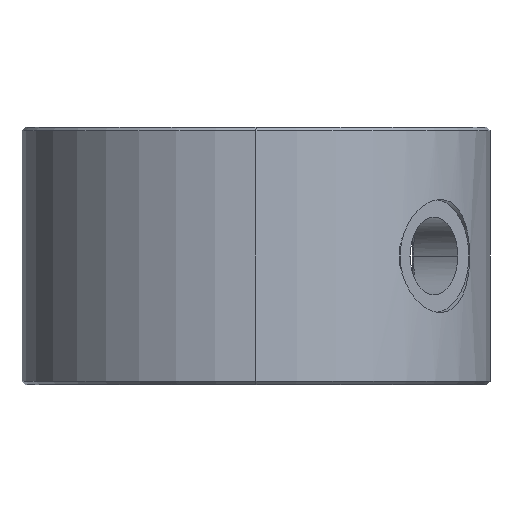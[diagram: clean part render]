
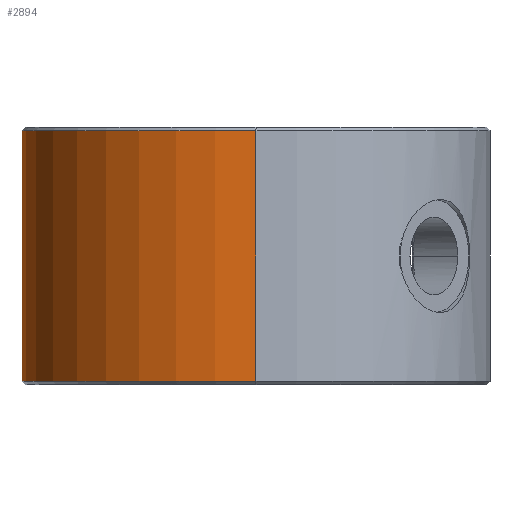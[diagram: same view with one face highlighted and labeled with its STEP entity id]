
A CAD part, left-side view. The second image highlights one B-rep face of the part: STEP entity #2894.
In plain terms, the highlighted cylindrical face has radius 72.5 mm (diameter 145 mm), a partial arc.
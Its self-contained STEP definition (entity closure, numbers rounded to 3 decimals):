
#460 = VERTEX_POINT ( 'NONE', #1992 ) ;
#462 = VERTEX_POINT ( 'NONE', #1987 ) ;
#463 = EDGE_CURVE ( 'NONE', #462, #471, #1986, .T. ) ;
#469 = VERTEX_POINT ( 'NONE', #1970 ) ;
#471 = VERTEX_POINT ( 'NONE', #1969 ) ;
#537 = EDGE_CURVE ( 'NONE', #460, #469, #2098, .T. ) ;
#1969 = CARTESIAN_POINT ( 'NONE',  ( 72.5, 0., 38.85 ) ) ;
#1970 = CARTESIAN_POINT ( 'NONE',  ( -72.5, 0., -38.85 ) ) ;
#1982 = DIRECTION ( 'NONE',  ( 1., 0., 0. ) ) ;
#1983 = DIRECTION ( 'NONE',  ( 0., 0., -1. ) ) ;
#1984 = CARTESIAN_POINT ( 'NONE',  ( 0., 0., 38.85 ) ) ;
#1985 = AXIS2_PLACEMENT_3D ( 'NONE', #1984, #1983, #1982 ) ;
#1986 = CIRCLE ( 'NONE', #1985, 72.5 ) ;
#1987 = CARTESIAN_POINT ( 'NONE',  ( -72.5, 0., 38.85 ) ) ;
#1992 = CARTESIAN_POINT ( 'NONE',  ( 72.5, 0., -38.85 ) ) ;
#2094 = DIRECTION ( 'NONE',  ( 1., 0., 0. ) ) ;
#2095 = DIRECTION ( 'NONE',  ( 0., 0., 1. ) ) ;
#2096 = CARTESIAN_POINT ( 'NONE',  ( 0., 0., -38.85 ) ) ;
#2097 = AXIS2_PLACEMENT_3D ( 'NONE', #2096, #2095, #2094 ) ;
#2098 = CIRCLE ( 'NONE', #2097, 72.5 ) ;
#2791 = DIRECTION ( 'NONE',  ( 0., 0., -1. ) ) ;
#2792 = VECTOR ( 'NONE', #2791, 1000. ) ;
#2793 = CARTESIAN_POINT ( 'NONE',  ( -72.5, 0., 39.85 ) ) ;
#2794 = LINE ( 'NONE', #2793, #2792 ) ;
#2795 = DIRECTION ( 'NONE',  ( 0., 0., -1. ) ) ;
#2796 = VECTOR ( 'NONE', #2795, 1000. ) ;
#2797 = CARTESIAN_POINT ( 'NONE',  ( 72.5, 0., 39.85 ) ) ;
#2798 = LINE ( 'NONE', #2797, #2796 ) ;
#2839 = DIRECTION ( 'NONE',  ( -1., 0., 0. ) ) ;
#2840 = DIRECTION ( 'NONE',  ( 0., 0., -1. ) ) ;
#2841 = CARTESIAN_POINT ( 'NONE',  ( 0., 0., 39.85 ) ) ;
#2842 = AXIS2_PLACEMENT_3D ( 'NONE', #2841, #2840, #2839 ) ;
#2844 = CYLINDRICAL_SURFACE ( 'NONE', #2842, 72.5 ) ;
#2845 = FACE_OUTER_BOUND ( 'NONE', #2891, .T. ) ;
#2881 = ORIENTED_EDGE ( 'NONE', *, *, #2886, .T. ) ;
#2885 = ORIENTED_EDGE ( 'NONE', *, *, #537, .T. ) ;
#2886 = EDGE_CURVE ( 'NONE', #471, #460, #2798, .T. ) ;
#2887 = ORIENTED_EDGE ( 'NONE', *, *, #2888, .F. ) ;
#2888 = EDGE_CURVE ( 'NONE', #462, #469, #2794, .T. ) ;
#2891 = EDGE_LOOP ( 'NONE', ( #2892, #2881, #2885, #2887 ) ) ;
#2892 = ORIENTED_EDGE ( 'NONE', *, *, #463, .T. ) ;
#2894 = ADVANCED_FACE ( 'NONE', ( #2845 ), #2844, .T. ) ;
